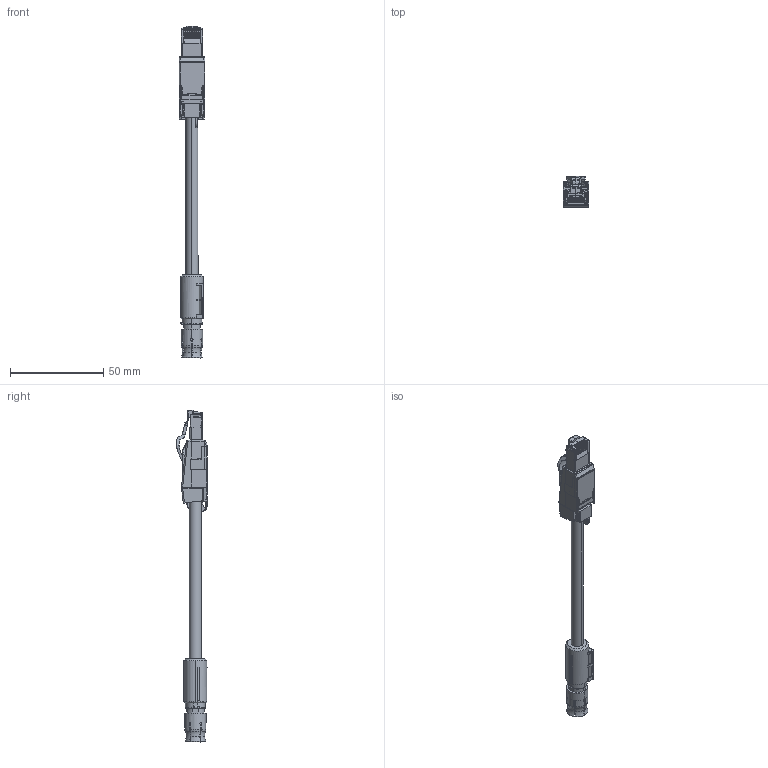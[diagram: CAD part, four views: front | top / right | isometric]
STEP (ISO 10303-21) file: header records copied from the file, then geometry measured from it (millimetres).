
FILE_DESCRIPTION(('CATIA V5 STEP Exchange','CAx-IF Rec.Pracs.--- Model Styling and Organization---1.5--- 2016-08-15','CAx-IF Rec.Pracs.---Supplemental Geometry---1.0---2011-11-01','CAx-IF Rec.Pracs.--- Composite Materials ---1.1---2010-07-15'),'2;1');
FILE_NAME ('465298-2_0', '2025-05-14T05:09:36+00:00', ('none'), ('Weidmueller'), 'CATIA Version 5-6 Release 2022 SP4 HF5', 'CATIA V5 STEP AP214 v3', 'none');
FILE_SCHEMA(('AUTOMOTIVE_DESIGN { 1 0 10303 214 1 1 1 1 }'));
Products named in the file (1): 2546830000
Bounding box: 13.87 x 16.57 x 177.57 mm (x, y, z)
Volume: 13623.5 mm3; surface area: 8840.2 mm2
Topology: 1 solids, 1 shells, 2143 faces, 6065 edges, 3937 vertices
Faces by surface type: plane 890, cylinder 776, bspline 227, torus 195, cone 33, sphere 20, extrusion 2
Entity records: 89789 total; most frequent: CARTESIAN_POINT 37745, ORIENTED_EDGE 12122, DIRECTION 8115, EDGE_CURVE 6061, VERTEX_POINT 3937, VECTOR 3235, LINE 3233, AXIS2_PLACEMENT_3D 3015
